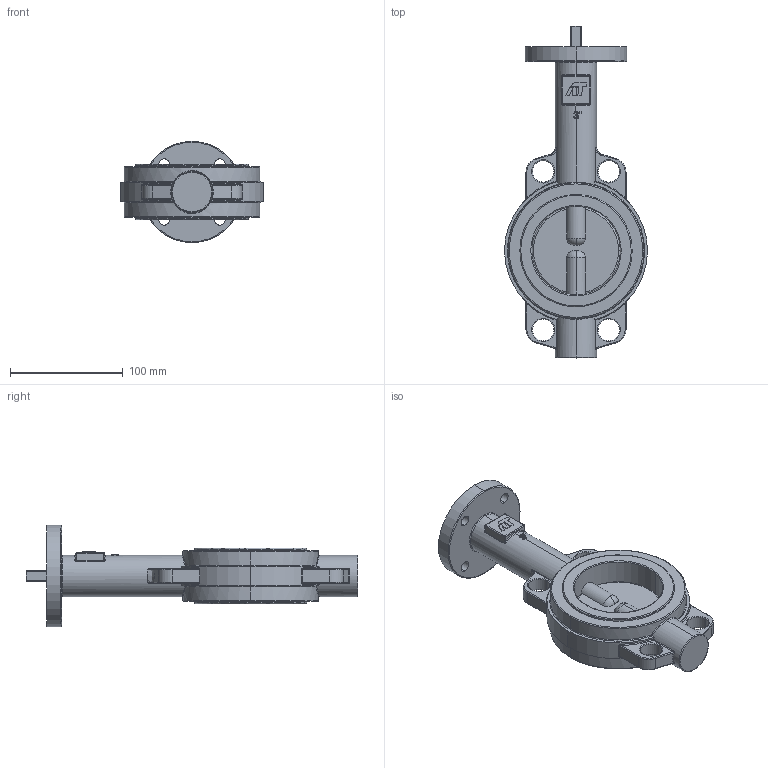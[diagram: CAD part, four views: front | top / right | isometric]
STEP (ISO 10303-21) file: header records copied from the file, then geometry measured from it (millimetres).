
FILE_DESCRIPTION (( 'STEP AP214' ), '1' );
FILE_NAME ('OS-W1-0300-XXX.step', '2019-08-12T18:30:47', ( '' ), ( '' ), 'SwSTEP 2.0', 'SolidWorks 2019', '' );
FILE_SCHEMA (( 'AUTOMOTIVE_DESIGN' ));
Length unit declared in the file: inch
Products named in the file (9): 25109; OS-W1-0300-XXX; 25161; XX-W1-0300 BODY; 25162
Assembly tree (4 placements, depth 2):
  25109
  OS-W1-0300-XXX
    XX-W1-0300 BODY
    25161
    25162
    25109
  XX-W1-0300 BODY
  25162
  25161
Bounding box: 127 x 294.77 x 89.99 mm (x, y, z)
Volume: 587275.5 mm3; surface area: 133841.6 mm2
Topology: 4 solids, 4 shells, 297 faces, 740 edges, 450 vertices
Faces by surface type: cylinder 99, torus 73, plane 73, bspline 48, sphere 4
Entity records: 12277 total; most frequent: CARTESIAN_POINT 5248, ORIENTED_EDGE 1464, DIRECTION 1381, EDGE_CURVE 732, AXIS2_PLACEMENT_3D 567, VERTEX_POINT 450, EDGE_LOOP 326, CIRCLE 310
